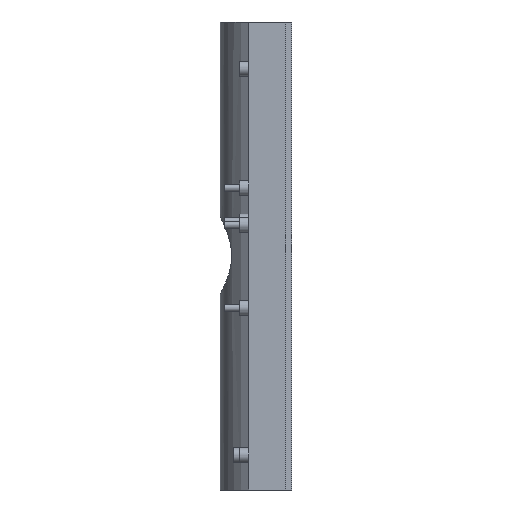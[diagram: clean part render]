
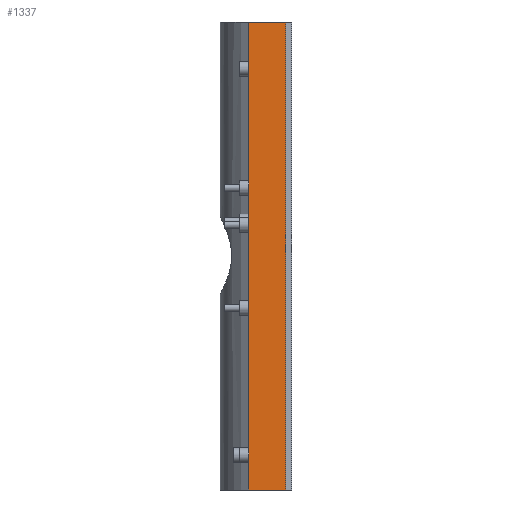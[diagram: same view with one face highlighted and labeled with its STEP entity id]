
A CAD part, left-side view. The second image highlights one B-rep face of the part: STEP entity #1337.
In plain terms, the highlighted planar face has unit normal (-1, 0, 0).
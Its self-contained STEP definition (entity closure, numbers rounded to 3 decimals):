
#28 = DIRECTION ( 'NONE',  ( 0., 1., 0. ) ) ;
#68 = LINE ( 'NONE', #264, #2682 ) ;
#90 = ORIENTED_EDGE ( 'NONE', *, *, #2241, .F. ) ;
#217 = DIRECTION ( 'NONE',  ( 0., -1., 0. ) ) ;
#253 = ORIENTED_EDGE ( 'NONE', *, *, #2820, .T. ) ;
#264 = CARTESIAN_POINT ( 'NONE',  ( -2., 2., 155.5 ) ) ;
#284 = CARTESIAN_POINT ( 'NONE',  ( -2., -10.34, 155.5 ) ) ;
#446 = LINE ( 'NONE', #2845, #2782 ) ;
#458 = CARTESIAN_POINT ( 'NONE',  ( -2., 2., 155.5 ) ) ;
#477 = CARTESIAN_POINT ( 'NONE',  ( -2., 2., 0. ) ) ;
#642 = VERTEX_POINT ( 'NONE', #477 ) ;
#697 = DIRECTION ( 'NONE',  ( 0., 0., -1. ) ) ;
#913 = EDGE_LOOP ( 'NONE', ( #90, #1676, #253, #2681 ) ) ;
#1096 = EDGE_CURVE ( 'NONE', #1568, #642, #68, .T. ) ;
#1156 = DIRECTION ( 'NONE',  ( 0., 0., -1. ) ) ;
#1165 = CARTESIAN_POINT ( 'NONE',  ( -2., -10.34, 0. ) ) ;
#1310 = CARTESIAN_POINT ( 'NONE',  ( -2., 0., 155.5 ) ) ;
#1333 = VECTOR ( 'NONE', #28, 1000. ) ;
#1337 = ADVANCED_FACE ( 'NONE', ( #2224 ), #2416, .T. ) ;
#1568 = VERTEX_POINT ( 'NONE', #458 ) ;
#1575 = LINE ( 'NONE', #2056, #1333 ) ;
#1622 = LINE ( 'NONE', #284, #2407 ) ;
#1676 = ORIENTED_EDGE ( 'NONE', *, *, #2447, .F. ) ;
#1987 = VERTEX_POINT ( 'NONE', #2862 ) ;
#2056 = CARTESIAN_POINT ( 'NONE',  ( -2., 0., 155.5 ) ) ;
#2076 = VERTEX_POINT ( 'NONE', #1165 ) ;
#2206 = DIRECTION ( 'NONE',  ( -1., 0., 0. ) ) ;
#2222 = DIRECTION ( 'NONE',  ( 0., 1., 0. ) ) ;
#2224 = FACE_OUTER_BOUND ( 'NONE', #913, .T. ) ;
#2241 = EDGE_CURVE ( 'NONE', #2076, #642, #446, .T. ) ;
#2407 = VECTOR ( 'NONE', #697, 1000. ) ;
#2416 = PLANE ( 'NONE',  #2872 ) ;
#2447 = EDGE_CURVE ( 'NONE', #1987, #2076, #1622, .T. ) ;
#2681 = ORIENTED_EDGE ( 'NONE', *, *, #1096, .T. ) ;
#2682 = VECTOR ( 'NONE', #1156, 1000. ) ;
#2782 = VECTOR ( 'NONE', #2222, 1000. ) ;
#2820 = EDGE_CURVE ( 'NONE', #1987, #1568, #1575, .T. ) ;
#2845 = CARTESIAN_POINT ( 'NONE',  ( -2., 0., 0. ) ) ;
#2862 = CARTESIAN_POINT ( 'NONE',  ( -2., -10.34, 155.5 ) ) ;
#2872 = AXIS2_PLACEMENT_3D ( 'NONE', #1310, #2206, #217 ) ;
